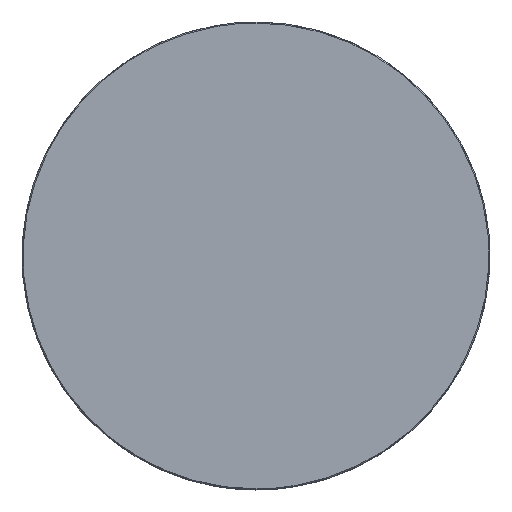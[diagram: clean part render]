
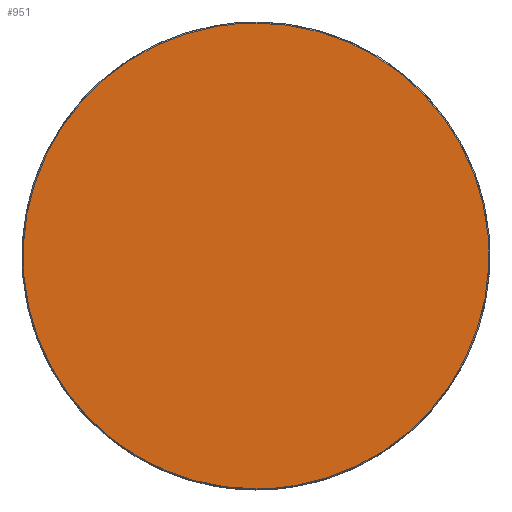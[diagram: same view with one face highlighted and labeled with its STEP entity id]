
A CAD part, top view. The second image highlights one B-rep face of the part: STEP entity #951.
In plain terms, the highlighted planar face has unit normal (0, 0, 1).
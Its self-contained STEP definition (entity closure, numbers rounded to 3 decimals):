
#7 = CARTESIAN_POINT ( 'NONE',  ( -39.818, 19.632, 56.288 ) ) ;
#106 = CARTESIAN_POINT ( 'NONE',  ( 0., 44.3, 56.288 ) ) ;
#173 = CARTESIAN_POINT ( 'NONE',  ( -5.799, -44.014, 56.288 ) ) ;
#186 = CARTESIAN_POINT ( 'NONE',  ( 35.223, 27.023, 56.288 ) ) ;
#205 = EDGE_CURVE ( 'NONE', #1320, #536, #2593, .T. ) ;
#212 = CARTESIAN_POINT ( 'NONE',  ( -35.223, 27.023, 56.288 ) ) ;
#278 = AXIS2_PLACEMENT_3D ( 'NONE', #1863, #2711, #1656 ) ;
#357 = CARTESIAN_POINT ( 'NONE',  ( 0., -44.3, 56.288 ) ) ;
#379 = CARTESIAN_POINT ( 'NONE',  ( -27.023, 35.223, 56.288 ) ) ;
#394 = CARTESIAN_POINT ( 'NONE',  ( 39.818, -19.632, 56.288 ) ) ;
#404 = CARTESIAN_POINT ( 'NONE',  ( -14.274, -42.037, 56.288 ) ) ;
#405 = CARTESIAN_POINT ( 'NONE',  ( 42.883, 11.486, 56.288 ) ) ;
#410 = EDGE_CURVE ( 'NONE', #536, #1320, #2632, .T. ) ;
#423 = CARTESIAN_POINT ( 'NONE',  ( 38.445, -22.201, 56.288 ) ) ;
#536 = VERTEX_POINT ( 'NONE', #2377 ) ;
#589 = CARTESIAN_POINT ( 'NONE',  ( -19.632, 39.818, 56.288 ) ) ;
#602 = CARTESIAN_POINT ( 'NONE',  ( 42.037, -14.274, 56.288 ) ) ;
#614 = CARTESIAN_POINT ( 'NONE',  ( 33.375, 29.275, 56.288 ) ) ;
#625 = CARTESIAN_POINT ( 'NONE',  ( -42.883, -11.486, 56.288 ) ) ;
#796 = CARTESIAN_POINT ( 'NONE',  ( 11.486, 42.883, 56.288 ) ) ;
#808 = CARTESIAN_POINT ( 'NONE',  ( -35.223, -27.023, 56.288 ) ) ;
#809 = CARTESIAN_POINT ( 'NONE',  ( 44.014, -5.799, 56.288 ) ) ;
#814 = CARTESIAN_POINT ( 'NONE',  ( 35.223, -27.023, 56.288 ) ) ;
#829 = CARTESIAN_POINT ( 'NONE',  ( 27.023, -35.223, 56.288 ) ) ;
#836 = CARTESIAN_POINT ( 'NONE',  ( -29.275, 33.375, 56.288 ) ) ;
#849 = CARTESIAN_POINT ( 'NONE',  ( 0., 44.3, 56.288 ) ) ;
#951 = ADVANCED_FACE ( 'NONE', ( #2498 ), #1231, .F. ) ;
#995 = CARTESIAN_POINT ( 'NONE',  ( -2.899, -44.3, 56.288 ) ) ;
#1006 = CARTESIAN_POINT ( 'NONE',  ( -38.445, -22.201, 56.288 ) ) ;
#1018 = CARTESIAN_POINT ( 'NONE',  ( 38.445, 22.201, 56.288 ) ) ;
#1212 = CARTESIAN_POINT ( 'NONE',  ( -44.3, -2.899, 56.288 ) ) ;
#1225 = CARTESIAN_POINT ( 'NONE',  ( -42.037, -14.274, 56.288 ) ) ;
#1226 = CARTESIAN_POINT ( 'NONE',  ( 14.274, 42.037, 56.288 ) ) ;
#1231 = PLANE ( 'NONE',  #278 ) ;
#1240 = CARTESIAN_POINT ( 'NONE',  ( 0., 44.3, 56.288 ) ) ;
#1252 = CARTESIAN_POINT ( 'NONE',  ( -2.899, 44.3, 56.288 ) ) ;
#1253 = CARTESIAN_POINT ( 'NONE',  ( 44.014, 5.799, 56.288 ) ) ;
#1270 = CARTESIAN_POINT ( 'NONE',  ( 22.201, -38.445, 56.288 ) ) ;
#1320 = VERTEX_POINT ( 'NONE', #106 ) ;
#1432 = CARTESIAN_POINT ( 'NONE',  ( -39.818, -19.632, 56.288 ) ) ;
#1446 = CARTESIAN_POINT ( 'NONE',  ( -22.201, -38.445, 56.288 ) ) ;
#1458 = CARTESIAN_POINT ( 'NONE',  ( -5.799, 44.014, 56.288 ) ) ;
#1473 = CARTESIAN_POINT ( 'NONE',  ( -38.445, 22.201, 56.288 ) ) ;
#1515 = ORIENTED_EDGE ( 'NONE', *, *, #410, .F. ) ;
#1638 = CARTESIAN_POINT ( 'NONE',  ( 44.3, -2.899, 56.288 ) ) ;
#1651 = CARTESIAN_POINT ( 'NONE',  ( -44.014, 5.799, 56.288 ) ) ;
#1652 = CARTESIAN_POINT ( 'NONE',  ( 42.883, -11.486, 56.288 ) ) ;
#1656 = DIRECTION ( 'NONE',  ( 0., -1., 0. ) ) ;
#1657 = CARTESIAN_POINT ( 'NONE',  ( 5.799, -44.014, 56.288 ) ) ;
#1663 = CARTESIAN_POINT ( 'NONE',  ( -44.3, 2.899, 56.288 ) ) ;
#1664 = CARTESIAN_POINT ( 'NONE',  ( 2.899, 44.3, 56.288 ) ) ;
#1669 = CARTESIAN_POINT ( 'NONE',  ( 11.486, -42.883, 56.288 ) ) ;
#1712 = CARTESIAN_POINT ( 'NONE',  ( 2.899, -44.3, 56.288 ) ) ;
#1847 = CARTESIAN_POINT ( 'NONE',  ( -27.023, -35.223, 56.288 ) ) ;
#1859 = CARTESIAN_POINT ( 'NONE',  ( 44.3, 2.899, 56.288 ) ) ;
#1863 = CARTESIAN_POINT ( 'NONE',  ( 0., 0., 56.288 ) ) ;
#1900 = CARTESIAN_POINT ( 'NONE',  ( 29.275, -33.375, 56.288 ) ) ;
#2057 = CARTESIAN_POINT ( 'NONE',  ( -22.201, 38.445, 56.288 ) ) ;
#2069 = CARTESIAN_POINT ( 'NONE',  ( -33.375, -29.275, 56.288 ) ) ;
#2070 = CARTESIAN_POINT ( 'NONE',  ( 19.632, 39.818, 56.288 ) ) ;
#2081 = CARTESIAN_POINT ( 'NONE',  ( 27.023, 35.223, 56.288 ) ) ;
#2111 = CARTESIAN_POINT ( 'NONE',  ( 0., -44.3, 56.288 ) ) ;
#2131 = ORIENTED_EDGE ( 'NONE', *, *, #205, .F. ) ;
#2270 = CARTESIAN_POINT ( 'NONE',  ( -44.014, -5.799, 56.288 ) ) ;
#2282 = CARTESIAN_POINT ( 'NONE',  ( -14.274, 42.037, 56.288 ) ) ;
#2283 = CARTESIAN_POINT ( 'NONE',  ( 39.818, 19.632, 56.288 ) ) ;
#2297 = CARTESIAN_POINT ( 'NONE',  ( 42.037, 14.274, 56.288 ) ) ;
#2311 = CARTESIAN_POINT ( 'NONE',  ( -11.486, 42.883, 56.288 ) ) ;
#2317 = CARTESIAN_POINT ( 'NONE',  ( 33.375, -29.275, 56.288 ) ) ;
#2377 = CARTESIAN_POINT ( 'NONE',  ( 0., -44.3, 56.288 ) ) ;
#2481 = CARTESIAN_POINT ( 'NONE',  ( -11.486, -42.883, 56.288 ) ) ;
#2482 = CARTESIAN_POINT ( 'NONE',  ( 5.799, 44.014, 56.288 ) ) ;
#2492 = CARTESIAN_POINT ( 'NONE',  ( -42.883, 11.486, 56.288 ) ) ;
#2494 = CARTESIAN_POINT ( 'NONE',  ( 29.275, 33.375, 56.288 ) ) ;
#2498 = FACE_OUTER_BOUND ( 'NONE', #2693, .T. ) ;
#2506 = CARTESIAN_POINT ( 'NONE',  ( 22.201, 38.445, 56.288 ) ) ;
#2517 = CARTESIAN_POINT ( 'NONE',  ( -33.375, 29.275, 56.288 ) ) ;
#2534 = CARTESIAN_POINT ( 'NONE',  ( -29.275, -33.375, 56.288 ) ) ;
#2541 = CARTESIAN_POINT ( 'NONE',  ( 14.274, -42.037, 56.288 ) ) ;
#2593 = B_SPLINE_CURVE_WITH_KNOTS ( 'NONE', 3,
 ( #1240, #1664, #2482, #796, #1226, #2070, #2506, #2081, #2494, #614, #186, #1018, #2283, #2297, #405, #1253, #1859, #1638, #809, #1652, #602, #394, #423, #814, #2317, #1900, #829, #1270, #2712, #2541, #1669, #1657, #1712, #2111 ),
 .UNSPECIFIED., .F., .F.,
 ( 4, 2, 2, 2, 2, 2, 2, 2, 2, 2, 2, 2, 2, 2, 2, 2, 4 ),
 ( 0., 0.063, 0.125, 0.188, 0.25, 0.313, 0.375, 0.438, 0.5, 0.563, 0.625, 0.687, 0.75, 0.812, 0.875, 0.938, 1. ),
 .UNSPECIFIED. ) ;
#2632 = B_SPLINE_CURVE_WITH_KNOTS ( 'NONE', 3,
 ( #357, #995, #173, #2481, #404, #2704, #1446, #1847, #2534, #2069, #808, #1006, #1432, #1225, #625, #2270, #1212, #1663, #1651, #2492, #2691, #7, #1473, #212, #2517, #836, #379, #2057, #589, #2282, #2311, #1458, #1252, #849 ),
 .UNSPECIFIED., .F., .F.,
 ( 4, 2, 2, 2, 2, 2, 2, 2, 2, 2, 2, 2, 2, 2, 2, 2, 4 ),
 ( 0., 0.062, 0.125, 0.187, 0.25, 0.312, 0.375, 0.437, 0.5, 0.562, 0.625, 0.687, 0.75, 0.812, 0.875, 0.938, 1. ),
 .UNSPECIFIED. ) ;
#2691 = CARTESIAN_POINT ( 'NONE',  ( -42.037, 14.274, 56.288 ) ) ;
#2693 = EDGE_LOOP ( 'NONE', ( #1515, #2131 ) ) ;
#2704 = CARTESIAN_POINT ( 'NONE',  ( -19.632, -39.818, 56.288 ) ) ;
#2711 = DIRECTION ( 'NONE',  ( 0., 0., -1. ) ) ;
#2712 = CARTESIAN_POINT ( 'NONE',  ( 19.632, -39.818, 56.288 ) ) ;
